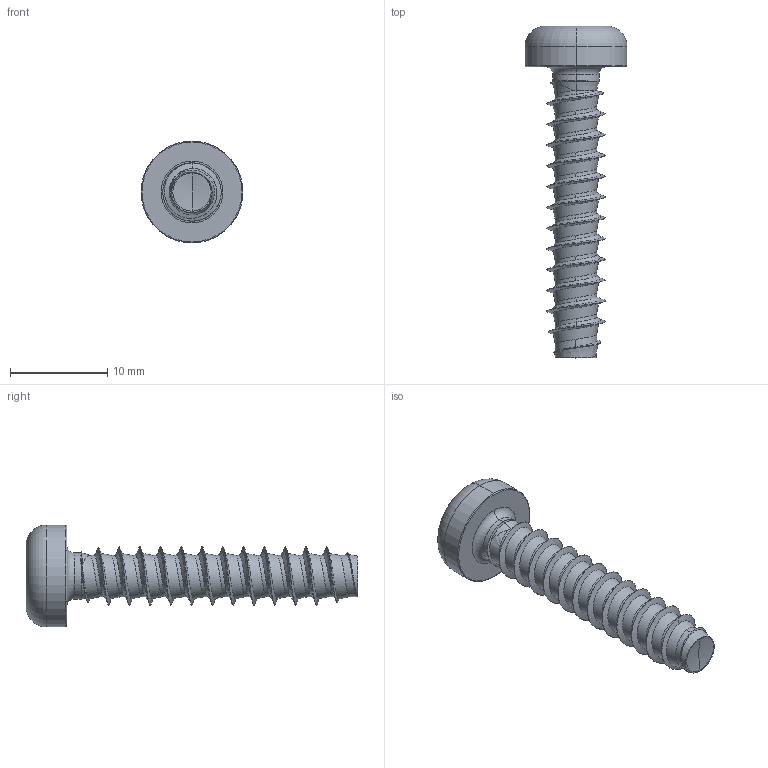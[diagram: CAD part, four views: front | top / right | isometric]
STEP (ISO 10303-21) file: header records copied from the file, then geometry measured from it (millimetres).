
FILE_DESCRIPTION (( 'STEP AP203' ), '1' );
FILE_NAME ('STP420600300.STEP', '2017-08-16T15:23:12', ( '' ), ( '' ), 'SwSTEP 2.0', 'SolidWorks 2015', '' );
FILE_SCHEMA (( 'CONFIG_CONTROL_DESIGN' ));
Length unit declared in the file: millimetre
Products named in the file (1): STP420600300
Bounding box: 10.5 x 34.19 x 10.5 mm (x, y, z)
Volume: 797.8 mm3; surface area: 987.2 mm2
Topology: 1 solids, 1 shells, 116 faces, 286 edges, 174 vertices
Faces by surface type: cylinder 53, bspline 35, cone 11, torus 10, sphere 4, plane 3
Entity records: 24152 total; most frequent: CARTESIAN_POINT 21732, ORIENTED_EDGE 572, DIRECTION 380, EDGE_CURVE 286, VERTEX_POINT 174, AXIS2_PLACEMENT_3D 156, EDGE_LOOP 118, B_SPLINE_CURVE_WITH_KNOTS 118
